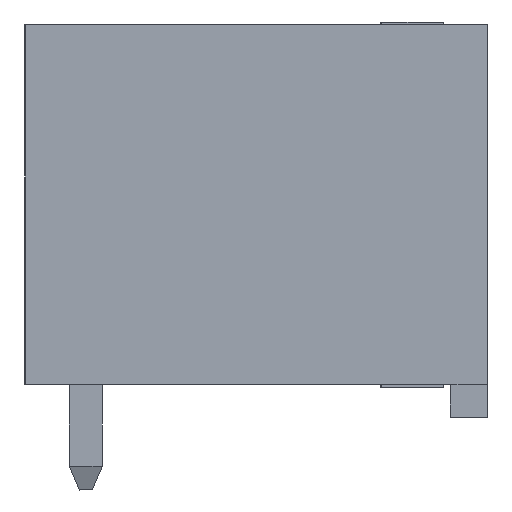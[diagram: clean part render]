
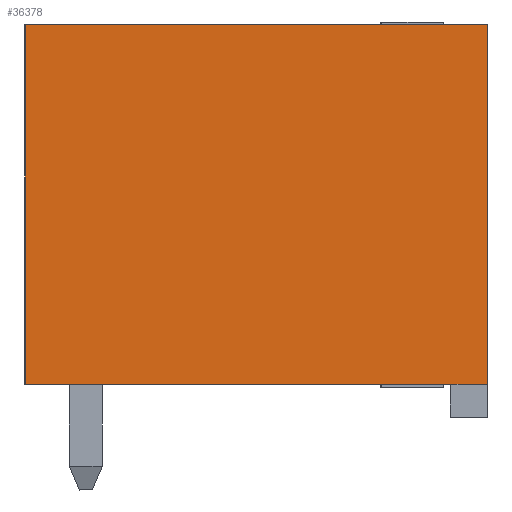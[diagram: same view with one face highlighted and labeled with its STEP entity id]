
A CAD part, left-side view. The second image highlights one B-rep face of the part: STEP entity #36378.
In plain terms, the highlighted planar face has unit normal (-1, 0, 0).
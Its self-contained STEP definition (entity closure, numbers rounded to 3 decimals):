
#36350=AXIS2_PLACEMENT_3D('Plane Axis2P3D',#36347,#36348,#36349) ;
#35748=CARTESIAN_POINT('Vertex',(0.,0.,14.1)) ;
#35751=CARTESIAN_POINT('Line Origine',(0.,0.,8.65)) ;
#35755=CARTESIAN_POINT('Vertex',(0.,0.,3.2)) ;
#36226=CARTESIAN_POINT('Vertex',(0.,14.,14.1)) ;
#36229=CARTESIAN_POINT('Line Origine',(0.,7.,14.1)) ;
#36347=CARTESIAN_POINT('Axis2P3D Location',(0.,0.,14.1)) ;
#36352=CARTESIAN_POINT('Line Origine',(0.,14.,8.65)) ;
#36356=CARTESIAN_POINT('Vertex',(0.,14.,3.2)) ;
#36359=CARTESIAN_POINT('Line Origine',(0.,7.55,3.2)) ;
#36363=CARTESIAN_POINT('Vertex',(0.,1.1,3.2)) ;
#36366=CARTESIAN_POINT('Line Origine',(0.,0.55,3.2)) ;
#35752=DIRECTION('Vector Direction',(0.,0.,-1.)) ;
#36230=DIRECTION('Vector Direction',(0.,1.,0.)) ;
#36348=DIRECTION('Axis2P3D Direction',(-1.,0.,0.)) ;
#36349=DIRECTION('Axis2P3D XDirection',(0.,1.,0.)) ;
#36353=DIRECTION('Vector Direction',(0.,0.,-1.)) ;
#36360=DIRECTION('Vector Direction',(0.,1.,0.)) ;
#36367=DIRECTION('Vector Direction',(0.,1.,0.)) ;
#35753=VECTOR('Line Direction',#35752,1.) ;
#36231=VECTOR('Line Direction',#36230,1.) ;
#36354=VECTOR('Line Direction',#36353,1.) ;
#36361=VECTOR('Line Direction',#36360,1.) ;
#36368=VECTOR('Line Direction',#36367,1.) ;
#36372=ORIENTED_EDGE('',*,*,#36358,.T.) ;
#36373=ORIENTED_EDGE('',*,*,#36365,.F.) ;
#36374=ORIENTED_EDGE('',*,*,#36370,.F.) ;
#36375=ORIENTED_EDGE('',*,*,#35757,.F.) ;
#36376=ORIENTED_EDGE('',*,*,#36233,.T.) ;
#36378=ADVANCED_FACE('Housing',(#36377),#36351,.T.) ;
#35757=EDGE_CURVE('',#35749,#35756,#35754,.T.) ;
#36233=EDGE_CURVE('',#35749,#36227,#36232,.T.) ;
#36358=EDGE_CURVE('',#36227,#36357,#36355,.T.) ;
#36365=EDGE_CURVE('',#36364,#36357,#36362,.T.) ;
#36370=EDGE_CURVE('',#35756,#36364,#36369,.T.) ;
#36371=EDGE_LOOP('',(#36372,#36373,#36374,#36375,#36376)) ;
#36377=FACE_OUTER_BOUND('',#36371,.T.) ;
#35754=LINE('Line',#35751,#35753) ;
#36232=LINE('Line',#36229,#36231) ;
#36355=LINE('Line',#36352,#36354) ;
#36362=LINE('Line',#36359,#36361) ;
#36369=LINE('Line',#36366,#36368) ;
#36351=PLANE('',#36350) ;
#35749=VERTEX_POINT('',#35748) ;
#35756=VERTEX_POINT('',#35755) ;
#36227=VERTEX_POINT('',#36226) ;
#36357=VERTEX_POINT('',#36356) ;
#36364=VERTEX_POINT('',#36363) ;
